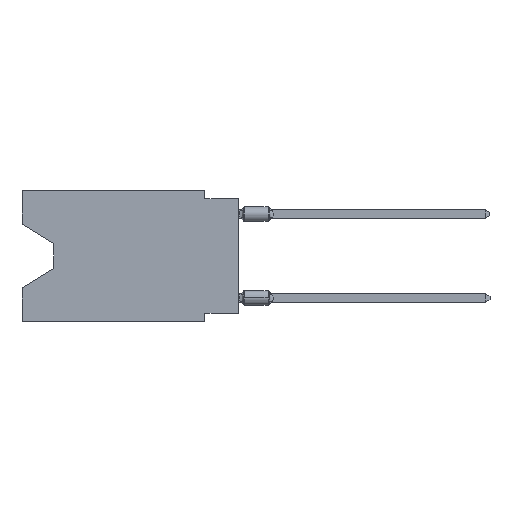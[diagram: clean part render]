
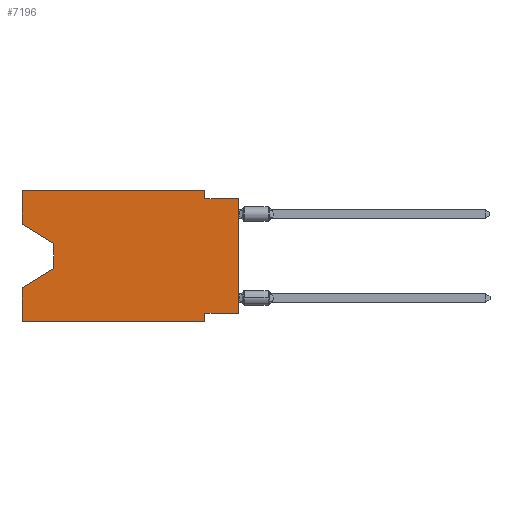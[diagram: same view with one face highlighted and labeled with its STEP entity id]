
A CAD part, left-side view. The second image highlights one B-rep face of the part: STEP entity #7196.
In plain terms, the highlighted planar face has unit normal (-1, 0, 0).
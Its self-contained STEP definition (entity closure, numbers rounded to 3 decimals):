
#151 = VECTOR ( 'NONE', #4375, 1000. ) ;
#184 = EDGE_CURVE ( 'NONE', #1532, #14790, #3288, .T. ) ;
#350 = VECTOR ( 'NONE', #5708, 1000. ) ;
#701 = ORIENTED_EDGE ( 'NONE', *, *, #4955, .F. ) ;
#755 = VERTEX_POINT ( 'NONE', #9721 ) ;
#953 = LINE ( 'NONE', #1188, #9788 ) ;
#964 = DIRECTION ( 'NONE',  ( 0., 0., -1. ) ) ;
#1036 = CARTESIAN_POINT ( 'NONE',  ( 0., 16.383, -9.906 ) ) ;
#1062 = EDGE_CURVE ( 'NONE', #13905, #15441, #8188, .T. ) ;
#1144 = ORIENTED_EDGE ( 'NONE', *, *, #1062, .T. ) ;
#1151 = CARTESIAN_POINT ( 'NONE',  ( 0., 0., 0. ) ) ;
#1188 = CARTESIAN_POINT ( 'NONE',  ( 0., 13.97, -5.893 ) ) ;
#1313 = VECTOR ( 'NONE', #14264, 1000. ) ;
#1466 = DIRECTION ( 'NONE',  ( 0., -1., 0. ) ) ;
#1532 = VERTEX_POINT ( 'NONE', #13431 ) ;
#1703 = DIRECTION ( 'NONE',  ( 1., 0., 0. ) ) ;
#1849 = CARTESIAN_POINT ( 'NONE',  ( 0., 2.54, -9.271 ) ) ;
#1911 = ORIENTED_EDGE ( 'NONE', *, *, #9772, .F. ) ;
#2040 = DIRECTION ( 'NONE',  ( 0., 0., -1. ) ) ;
#2527 = EDGE_CURVE ( 'NONE', #12349, #7862, #10275, .T. ) ;
#2951 = CARTESIAN_POINT ( 'NONE',  ( 0., 16.383, -2.546 ) ) ;
#3268 = EDGE_CURVE ( 'NONE', #13202, #1532, #14417, .T. ) ;
#3288 = LINE ( 'NONE', #10871, #5725 ) ;
#3296 = CARTESIAN_POINT ( 'NONE',  ( 0., 0., -0.635 ) ) ;
#4375 = DIRECTION ( 'NONE',  ( 0., -0.855, -0.519 ) ) ;
#4400 = ORIENTED_EDGE ( 'NONE', *, *, #6695, .T. ) ;
#4526 = CARTESIAN_POINT ( 'NONE',  ( 0., 16.383, -7.36 ) ) ;
#4585 = CARTESIAN_POINT ( 'NONE',  ( 0., 16.383, 0. ) ) ;
#4955 = EDGE_CURVE ( 'NONE', #755, #12349, #11873, .T. ) ;
#5471 = VECTOR ( 'NONE', #2040, 1000. ) ;
#5476 = ORIENTED_EDGE ( 'NONE', *, *, #3268, .F. ) ;
#5708 = DIRECTION ( 'NONE',  ( 0., -1., 0. ) ) ;
#5725 = VECTOR ( 'NONE', #964, 1000. ) ;
#5835 = ORIENTED_EDGE ( 'NONE', *, *, #14792, .F. ) ;
#5841 = DIRECTION ( 'NONE',  ( 0., 0., 1. ) ) ;
#5913 = CARTESIAN_POINT ( 'NONE',  ( 0., 16.383, 0. ) ) ;
#5927 = LINE ( 'NONE', #1151, #9167 ) ;
#6011 = DIRECTION ( 'NONE',  ( 0., 0., 1. ) ) ;
#6052 = DIRECTION ( 'NONE',  ( 0., 0.855, -0.519 ) ) ;
#6072 = VECTOR ( 'NONE', #5841, 1000. ) ;
#6104 = CARTESIAN_POINT ( 'NONE',  ( 0., 13.97, -5.893 ) ) ;
#6229 = VERTEX_POINT ( 'NONE', #6104 ) ;
#6258 = ORIENTED_EDGE ( 'NONE', *, *, #13555, .F. ) ;
#6361 = ORIENTED_EDGE ( 'NONE', *, *, #13226, .T. ) ;
#6440 = ORIENTED_EDGE ( 'NONE', *, *, #2527, .F. ) ;
#6637 = LINE ( 'NONE', #11523, #14130 ) ;
#6644 = DIRECTION ( 'NONE',  ( 0., 0., -1. ) ) ;
#6695 = EDGE_CURVE ( 'NONE', #755, #10785, #5927, .T. ) ;
#6910 = LINE ( 'NONE', #13217, #350 ) ;
#7196 = ADVANCED_FACE ( 'NONE', ( #11532 ), #12733, .F. ) ;
#7273 = LINE ( 'NONE', #5913, #6072 ) ;
#7532 = LINE ( 'NONE', #12420, #7777 ) ;
#7694 = ORIENTED_EDGE ( 'NONE', *, *, #14458, .T. ) ;
#7777 = VECTOR ( 'NONE', #1466, 1000. ) ;
#7862 = VERTEX_POINT ( 'NONE', #14659 ) ;
#8108 = CARTESIAN_POINT ( 'NONE',  ( 0., 0., -9.271 ) ) ;
#8188 = LINE ( 'NONE', #10676, #151 ) ;
#8330 = DIRECTION ( 'NONE',  ( 0., -1., 0. ) ) ;
#9041 = CARTESIAN_POINT ( 'NONE',  ( 0., 16.383, 0. ) ) ;
#9167 = VECTOR ( 'NONE', #6011, 1000. ) ;
#9631 = CARTESIAN_POINT ( 'NONE',  ( 0., 13.97, -4.013 ) ) ;
#9721 = CARTESIAN_POINT ( 'NONE',  ( 0., 0., -9.271 ) ) ;
#9772 = EDGE_CURVE ( 'NONE', #13688, #12810, #7273, .T. ) ;
#9788 = VECTOR ( 'NONE', #6052, 1000. ) ;
#9882 = ORIENTED_EDGE ( 'NONE', *, *, #13647, .T. ) ;
#10024 = EDGE_LOOP ( 'NONE', ( #1144, #7694, #9882, #1911, #6361, #6440, #701, #4400, #5835, #15532, #5476, #6258 ) ) ;
#10275 = LINE ( 'NONE', #13791, #11590 ) ;
#10665 = CARTESIAN_POINT ( 'NONE',  ( 0., 13.97, -4.013 ) ) ;
#10676 = CARTESIAN_POINT ( 'NONE',  ( 0., 16.383, -2.546 ) ) ;
#10785 = VERTEX_POINT ( 'NONE', #3296 ) ;
#10871 = CARTESIAN_POINT ( 'NONE',  ( 0., 2.54, 0. ) ) ;
#10979 = CARTESIAN_POINT ( 'NONE',  ( 0., 2.54, -0.635 ) ) ;
#11523 = CARTESIAN_POINT ( 'NONE',  ( 0., 16.383, 0. ) ) ;
#11532 = FACE_OUTER_BOUND ( 'NONE', #10024, .T. ) ;
#11590 = VECTOR ( 'NONE', #12835, 1000. ) ;
#11741 = AXIS2_PLACEMENT_3D ( 'NONE', #9041, #1703, #6644 ) ;
#11873 = LINE ( 'NONE', #8108, #1313 ) ;
#12349 = VERTEX_POINT ( 'NONE', #1849 ) ;
#12420 = CARTESIAN_POINT ( 'NONE',  ( 0., 0., -0.635 ) ) ;
#12733 = PLANE ( 'NONE',  #11741 ) ;
#12810 = VERTEX_POINT ( 'NONE', #4526 ) ;
#12835 = DIRECTION ( 'NONE',  ( 0., 0., -1. ) ) ;
#12997 = LINE ( 'NONE', #10665, #5471 ) ;
#13202 = VERTEX_POINT ( 'NONE', #4585 ) ;
#13217 = CARTESIAN_POINT ( 'NONE',  ( 0., 16.383, -9.906 ) ) ;
#13226 = EDGE_CURVE ( 'NONE', #13688, #7862, #6910, .T. ) ;
#13336 = VECTOR ( 'NONE', #8330, 1000. ) ;
#13431 = CARTESIAN_POINT ( 'NONE',  ( 0., 2.54, 0. ) ) ;
#13555 = EDGE_CURVE ( 'NONE', #13905, #13202, #6637, .T. ) ;
#13647 = EDGE_CURVE ( 'NONE', #6229, #12810, #953, .T. ) ;
#13688 = VERTEX_POINT ( 'NONE', #1036 ) ;
#13791 = CARTESIAN_POINT ( 'NONE',  ( 0., 2.54, -9.906 ) ) ;
#13905 = VERTEX_POINT ( 'NONE', #2951 ) ;
#14130 = VECTOR ( 'NONE', #15189, 1000. ) ;
#14264 = DIRECTION ( 'NONE',  ( 0., 1., 0. ) ) ;
#14417 = LINE ( 'NONE', #14566, #13336 ) ;
#14458 = EDGE_CURVE ( 'NONE', #15441, #6229, #12997, .T. ) ;
#14566 = CARTESIAN_POINT ( 'NONE',  ( 0., 16.383, 0. ) ) ;
#14659 = CARTESIAN_POINT ( 'NONE',  ( 0., 2.54, -9.906 ) ) ;
#14790 = VERTEX_POINT ( 'NONE', #10979 ) ;
#14792 = EDGE_CURVE ( 'NONE', #14790, #10785, #7532, .T. ) ;
#15189 = DIRECTION ( 'NONE',  ( 0., 0., 1. ) ) ;
#15441 = VERTEX_POINT ( 'NONE', #9631 ) ;
#15532 = ORIENTED_EDGE ( 'NONE', *, *, #184, .F. ) ;
